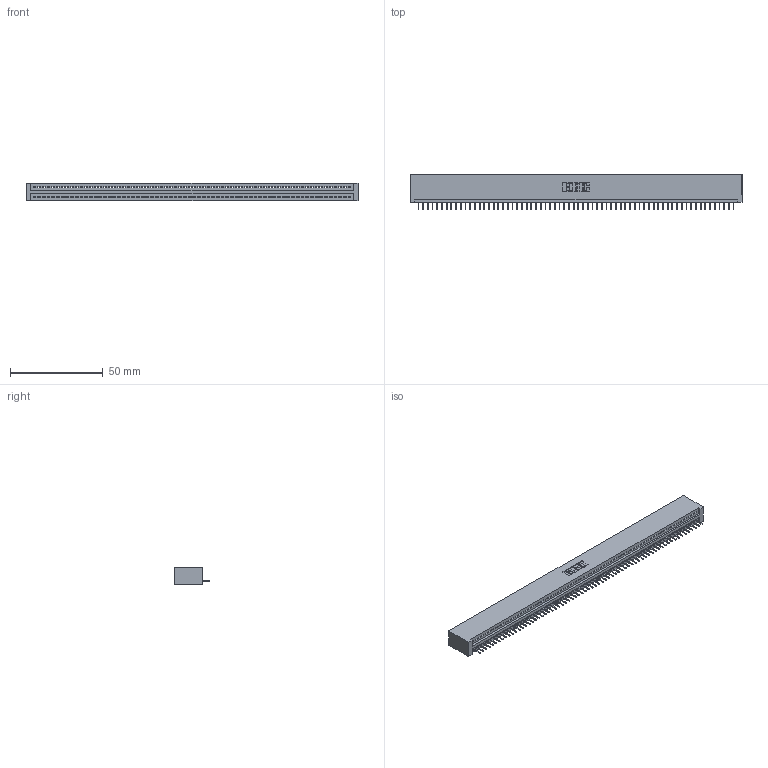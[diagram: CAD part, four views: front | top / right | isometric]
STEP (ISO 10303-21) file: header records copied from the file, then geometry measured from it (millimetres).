
FILE_DESCRIPTION (( 'STEP AP203' ), '1' );
FILE_NAME ('345-068-524-101.STEP', '2019-10-12T05:41:04', ( '' ), ( '' ), 'SwSTEP 2.0', 'SolidWorks 2016', '' );
FILE_SCHEMA (( 'CONFIG_CONTROL_DESIGN' ));
Length unit declared in the file: inch
Products named in the file (3): 345 Part_No Mounting Lugs; 345-068-524-101; 345-292-001_345-293-124
Assembly tree (69 placements, depth 2):
  345-068-524-101
    345 Part_No Mounting Lugs
    345-292-001_345-293-124  x68
Bounding box: 179.32 x 19.35 x 9.4 mm (x, y, z)
Volume: 17561.1 mm3; surface area: 23021.7 mm2
Topology: 69 solids, 69 shells, 4334 faces, 12557 edges, 8098 vertices
Faces by surface type: plane 3204, cylinder 1130
Entity records: 47475 total; most frequent: ORIENTED_EDGE 8230, CARTESIAN_POINT 8228, DIRECTION 7143, EDGE_CURVE 4115, VECTOR 3723, LINE 3723, VERTEX_POINT 2738, AXIS2_PLACEMENT_3D 1710
